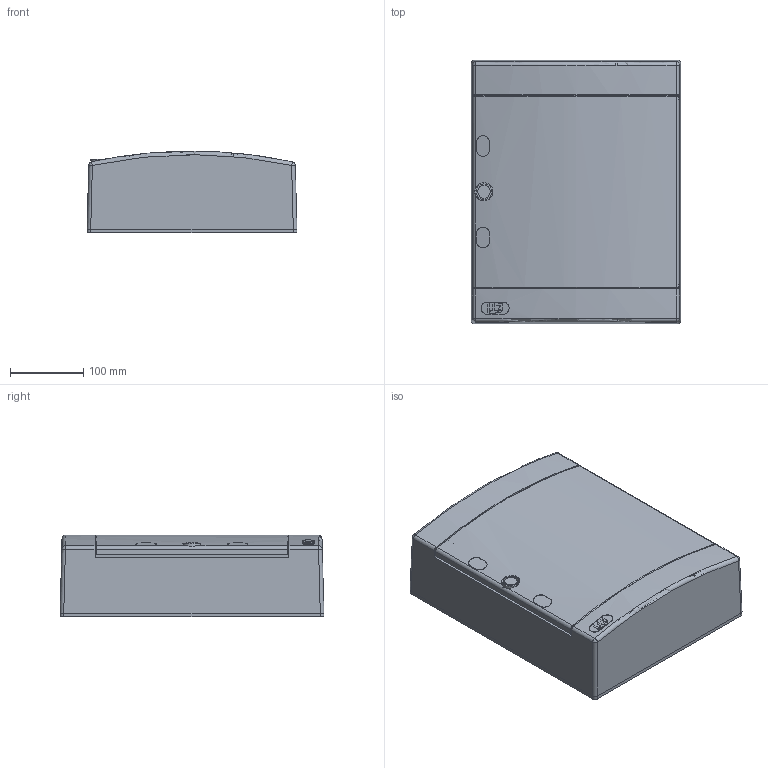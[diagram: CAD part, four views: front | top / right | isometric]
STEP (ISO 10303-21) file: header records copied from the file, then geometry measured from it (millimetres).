
FILE_DESCRIPTION((''),'2;1');
FILE_NAME('ECT_36_PO_ASM','2024-08-12T10:24:42',('klemen.sitar'),('Audax d.o.o.'),'CREO PARAMETRIC BY PTC INC, 2021304','CREO PARAMETRIC BY PTC INC, 2021304','');
FILE_SCHEMA(('AP242_MANAGED_MODEL_BASED_3D_ENGINEERING_MIM_LF { 1 0 10303 442 1 1 4 }'));
Products named in the file (16): ETI_LOGO_1_1_1_1_1_2_1_1_2_1; ETI_LOGO_2_1_1_1_1_2_1_1_2_1; ETI_LOGO_3_1_1_1_1_2_1_1_2_1; ETI_LOGO_ASM_1_1_ASM_1_1_ASM__2_ASM; SPLIT1_1__1_1_2_1; SPLIT1_2__1_1_2_1; DNO2_ASM_1_1_2_ASM_1_ASM; MASKA_DVOREDNE_NAZIDNE_TABLE__3; SRAF_ZA_RAZVODNE_TABLE_1_1_2_1; VRATA_DVOREDNE_TABLE_1_1_2_1; LIMENA_SINA_1_1_2_1; PAN_HEAD_CROSS_RECESS_SCREW_D_9; HOLDER_1_1_2_1; MIRRORHOLDER_1_1_2_1; ECT_24_PO_ASM; ECT_36_PO_ASM
Assembly tree (22 placements, depth 4):
  ECT_36_PO_ASM
    ECT_24_PO_ASM
      ETI_LOGO_ASM_1_1_ASM_1_1_ASM__2_ASM
        ETI_LOGO_1_1_1_1_1_2_1_1_2_1
        ETI_LOGO_2_1_1_1_1_2_1_1_2_1
        ETI_LOGO_3_1_1_1_1_2_1_1_2_1
      DNO2_ASM_1_1_2_ASM_1_ASM
        SPLIT1_1__1_1_2_1
        SPLIT1_2__1_1_2_1
      MASKA_DVOREDNE_NAZIDNE_TABLE__3
      SRAF_ZA_RAZVODNE_TABLE_1_1_2_1  x4
      VRATA_DVOREDNE_TABLE_1_1_2_1
      LIMENA_SINA_1_1_2_1  x2
      PAN_HEAD_CROSS_RECESS_SCREW_D_9  x4
      HOLDER_1_1_2_1
      MIRRORHOLDER_1_1_2_1
Bounding box: 286.81 x 360.5 x 111.6 mm (x, y, z)
Volume: 990726.4 mm3; surface area: 987052.3 mm2
Topology: 19 solids, 19 shells, 3285 faces, 8876 edges, 5754 vertices
Faces by surface type: plane 2039, cylinder 970, torus 98, cone 60, sphere 48, bspline 44, extrusion 26
Entity records: 117777 total; most frequent: CARTESIAN_POINT 17889, ORIENTED_EDGE 14518, DIRECTION 14110, PRESENTATION_STYLE_ASSIGNMENT 8366, STYLED_ITEM 8366, CURVE_STYLE 7263, EDGE_CURVE 7259, VECTOR 5002
